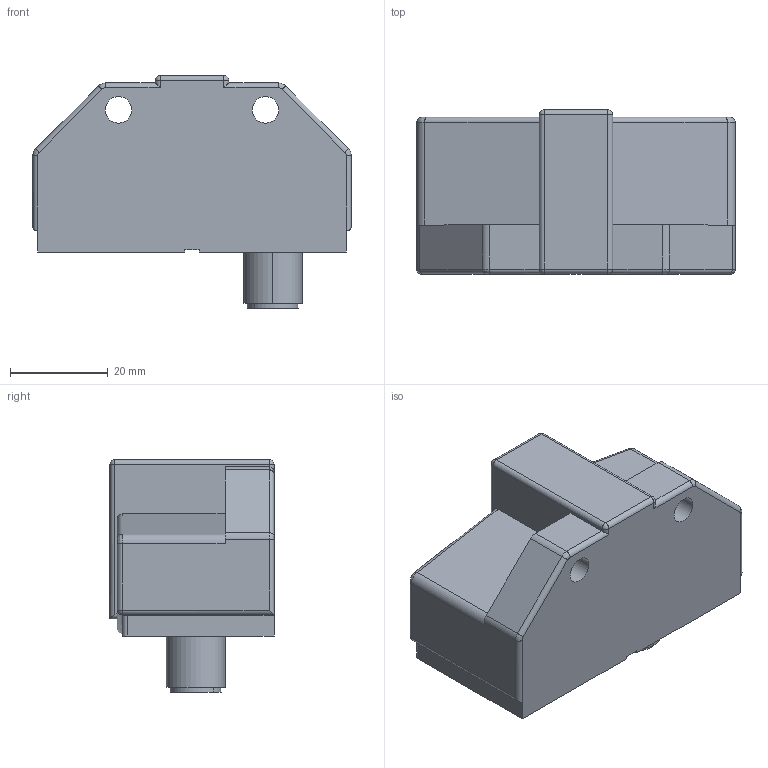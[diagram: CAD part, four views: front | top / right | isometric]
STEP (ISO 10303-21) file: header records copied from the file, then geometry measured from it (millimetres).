
FILE_DESCRIPTION((''),'2;1');
FILE_NAME('DM_CAD-0284B_KPL_SW0001','2021-02-18T07:20:48',('creinig-se'),(''),'CREO PARAMETRIC BY PTC INC, 2019292','CREO PARAMETRIC BY PTC INC, 2019292','');
FILE_SCHEMA(('CONFIG_CONTROL_DESIGN','SHAPE_APPEARANCE_LAYERS_GROUPS'));
Length unit declared in the file: millimetre
Products named in the file (1): DM_CAD-0284B_KPL_SW0001
Bounding box: 65 x 33.5 x 47.5 mm (x, y, z)
Volume: 57620.7 mm3; surface area: 11324.2 mm2
Topology: 1 solids, 1 shells, 162 faces, 508 edges, 457 vertices
Faces by surface type: cylinder 85, plane 45, bspline 14, cone 8, sphere 6, torus 4
Entity records: 6924 total; most frequent: CARTESIAN_POINT 1507, DIRECTION 1008, ORIENTED_EDGE 804, EDGE_CURVE 402, AXIS2_PLACEMENT_3D 379, VERTEX_POINT 253, VECTOR 250, LINE 250
